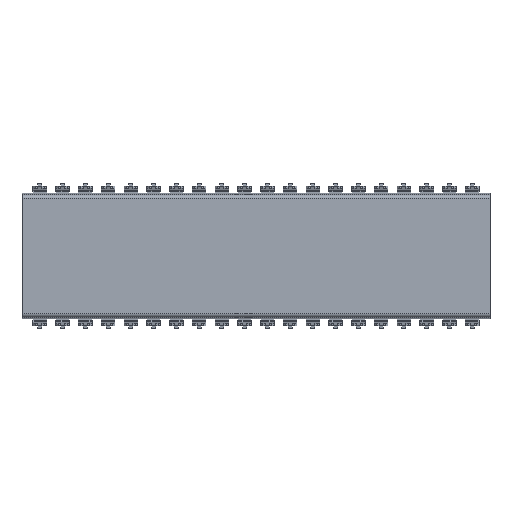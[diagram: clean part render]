
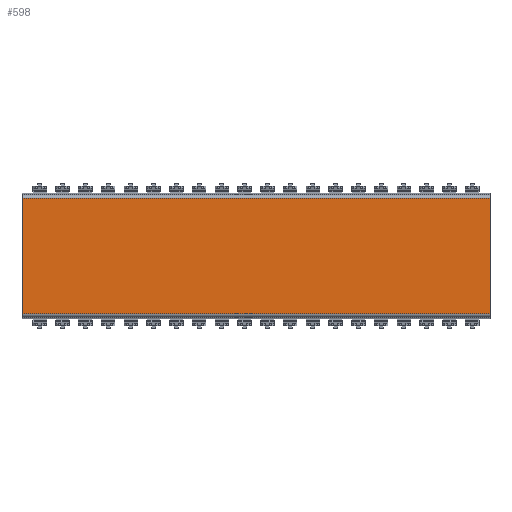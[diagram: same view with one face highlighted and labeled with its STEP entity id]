
A CAD part, front view. The second image highlights one B-rep face of the part: STEP entity #598.
In plain terms, the highlighted planar face has unit normal (0, -1, 0).
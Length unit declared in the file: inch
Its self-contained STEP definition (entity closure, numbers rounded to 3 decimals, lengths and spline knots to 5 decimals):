
#42=DIRECTION('',(-1.,0.,0.));
#43=VECTOR('',#42,2.0565);
#44=CARTESIAN_POINT('',(1.02825,-0.0775,0.25344));
#45=LINE('',#44,#43);
#50=DIRECTION('',(0.,0.,-1.));
#51=VECTOR('',#50,0.50688);
#52=CARTESIAN_POINT('',(1.02825,-0.0775,0.25344));
#53=LINE('',#52,#51);
#57=DIRECTION('',(1.,0.,0.));
#58=VECTOR('',#57,2.0565);
#59=CARTESIAN_POINT('',(-1.02825,-0.0775,-0.25344));
#60=LINE('',#59,#58);
#64=DIRECTION('',(0.,0.,1.));
#65=VECTOR('',#64,0.50688);
#66=CARTESIAN_POINT('',(-1.02825,-0.0775,-0.25344));
#67=LINE('',#66,#65);
#543=CARTESIAN_POINT('',(-1.02825,-0.0775,0.25344));
#545=VERTEX_POINT('',#543);
#549=CARTESIAN_POINT('',(1.02825,-0.0775,0.25344));
#550=VERTEX_POINT('',#549);
#567=CARTESIAN_POINT('',(1.02825,-0.0775,-0.25344));
#569=VERTEX_POINT('',#567);
#573=CARTESIAN_POINT('',(-1.02825,-0.0775,-0.25344));
#574=VERTEX_POINT('',#573);
#583=CARTESIAN_POINT('',(0.,-0.0775,0.));
#584=DIRECTION('',(0.,1.,0.));
#585=DIRECTION('',(1.,0.,0.));
#586=AXIS2_PLACEMENT_3D('',#583,#584,#585);
#587=PLANE('',#586);
#589=ORIENTED_EDGE('',*,*,#588,.F.);
#591=ORIENTED_EDGE('',*,*,#590,.T.);
#593=ORIENTED_EDGE('',*,*,#592,.F.);
#595=ORIENTED_EDGE('',*,*,#594,.T.);
#596=EDGE_LOOP('',(#589,#591,#593,#595));
#597=FACE_OUTER_BOUND('',#596,.F.);
#598=ADVANCED_FACE('',(#597),#587,.F.);
#588=EDGE_CURVE('',#550,#545,#45,.T.);
#590=EDGE_CURVE('',#550,#569,#53,.T.);
#592=EDGE_CURVE('',#574,#569,#60,.T.);
#594=EDGE_CURVE('',#574,#545,#67,.T.);
